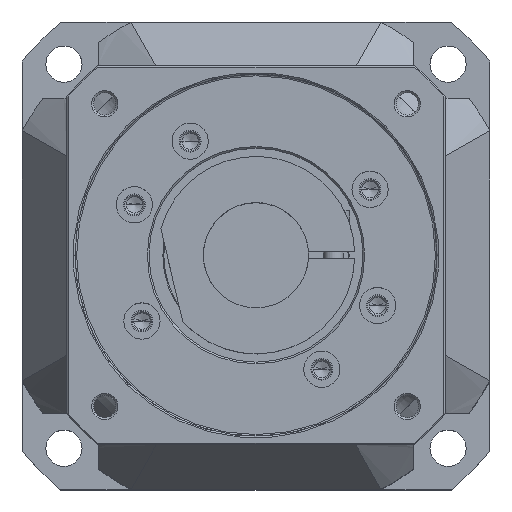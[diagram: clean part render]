
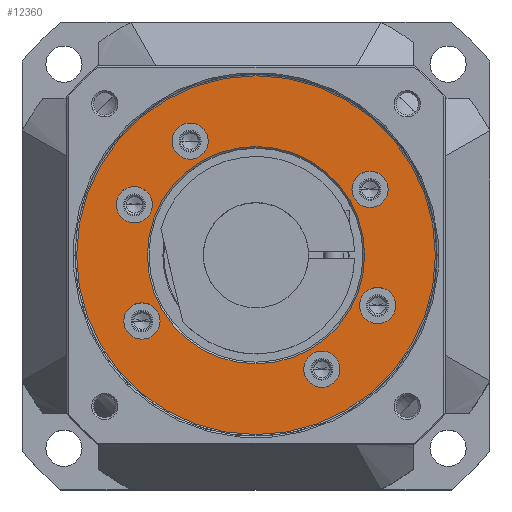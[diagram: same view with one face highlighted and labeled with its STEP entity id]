
A CAD part, top view. The second image highlights one B-rep face of the part: STEP entity #12360.
In plain terms, the highlighted planar face has unit normal (0, 0, 1).
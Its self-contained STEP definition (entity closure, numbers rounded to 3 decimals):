
#10648=CARTESIAN_POINT('',(0.,0.,16.5));
#10649=DIRECTION('',(0.,0.,1.));
#10650=DIRECTION('',(0.,-1.,0.));
#10651=AXIS2_PLACEMENT_3D('',#10648,#10649,#10650);
#10653=CARTESIAN_POINT('',(0.,0.,16.5));
#10654=DIRECTION('',(0.,0.,-1.));
#10655=DIRECTION('',(0.,-1.,0.));
#10656=AXIS2_PLACEMENT_3D('',#10653,#10654,#10655);
#10658=CARTESIAN_POINT('',(34.641,20.,16.5));
#10659=DIRECTION('',(0.,0.,1.));
#10660=DIRECTION('',(-1.,0.,0.));
#10661=AXIS2_PLACEMENT_3D('',#10658,#10659,#10660);
#10663=CARTESIAN_POINT('',(34.641,20.,16.5));
#10664=DIRECTION('',(0.,0.,1.));
#10665=DIRECTION('',(1.,0.,0.));
#10666=AXIS2_PLACEMENT_3D('',#10663,#10664,#10665);
#10668=CARTESIAN_POINT('',(-20.,34.641,16.5));
#10669=DIRECTION('',(0.,0.,1.));
#10670=DIRECTION('',(-1.,0.,0.));
#10671=AXIS2_PLACEMENT_3D('',#10668,#10669,#10670);
#10673=CARTESIAN_POINT('',(-20.,34.641,16.5));
#10674=DIRECTION('',(0.,0.,1.));
#10675=DIRECTION('',(1.,0.,0.));
#10676=AXIS2_PLACEMENT_3D('',#10673,#10674,#10675);
#10678=CARTESIAN_POINT('',(-34.641,-20.,16.5));
#10679=DIRECTION('',(0.,0.,1.));
#10680=DIRECTION('',(-1.,0.,0.));
#10681=AXIS2_PLACEMENT_3D('',#10678,#10679,#10680);
#10683=CARTESIAN_POINT('',(-34.641,-20.,16.5));
#10684=DIRECTION('',(0.,0.,1.));
#10685=DIRECTION('',(1.,0.,0.));
#10686=AXIS2_PLACEMENT_3D('',#10683,#10684,#10685);
#10688=CARTESIAN_POINT('',(20.,-34.641,16.5));
#10689=DIRECTION('',(0.,0.,1.));
#10690=DIRECTION('',(-1.,0.,0.));
#10691=AXIS2_PLACEMENT_3D('',#10688,#10689,#10690);
#10693=CARTESIAN_POINT('',(20.,-34.641,16.5));
#10694=DIRECTION('',(0.,0.,1.));
#10695=DIRECTION('',(1.,0.,0.));
#10696=AXIS2_PLACEMENT_3D('',#10693,#10694,#10695);
#10698=CARTESIAN_POINT('',(-15.307,-36.955,16.5));
#10699=DIRECTION('',(0.,0.,1.));
#10700=DIRECTION('',(-1.,0.,0.));
#10701=AXIS2_PLACEMENT_3D('',#10698,#10699,#10700);
#10703=CARTESIAN_POINT('',(-15.307,-36.955,16.5));
#10704=DIRECTION('',(0.,0.,1.));
#10705=DIRECTION('',(1.,0.,0.));
#10706=AXIS2_PLACEMENT_3D('',#10703,#10704,#10705);
#10708=CARTESIAN_POINT('',(15.307,36.955,16.5));
#10709=DIRECTION('',(0.,0.,1.));
#10710=DIRECTION('',(-1.,0.,0.));
#10711=AXIS2_PLACEMENT_3D('',#10708,#10709,#10710);
#10713=CARTESIAN_POINT('',(15.307,36.955,16.5));
#10714=DIRECTION('',(0.,0.,1.));
#10715=DIRECTION('',(1.,0.,0.));
#10716=AXIS2_PLACEMENT_3D('',#10713,#10714,#10715);
#11348=CARTESIAN_POINT('',(0.,0.,16.5));
#11349=DIRECTION('',(0.,0.,-1.));
#11350=DIRECTION('',(1.,0.,0.));
#11351=AXIS2_PLACEMENT_3D('',#11348,#11349,#11350);
#11366=CARTESIAN_POINT('',(0.,0.,16.5));
#11367=DIRECTION('',(0.,0.,-1.));
#11368=DIRECTION('',(-1.,0.,0.));
#11369=AXIS2_PLACEMENT_3D('',#11366,#11367,#11368);
#11817=CARTESIAN_POINT('',(29.141,20.,16.5));
#11818=CARTESIAN_POINT('',(40.141,20.,16.5));
#11819=VERTEX_POINT('',#11817);
#11820=VERTEX_POINT('',#11818);
#11821=CARTESIAN_POINT('',(-25.5,34.641,16.5));
#11822=CARTESIAN_POINT('',(-14.5,34.641,16.5));
#11823=VERTEX_POINT('',#11821);
#11824=VERTEX_POINT('',#11822);
#11825=CARTESIAN_POINT('',(-40.141,-20.,16.5));
#11826=CARTESIAN_POINT('',(-29.141,-20.,16.5));
#11827=VERTEX_POINT('',#11825);
#11828=VERTEX_POINT('',#11826);
#11829=CARTESIAN_POINT('',(14.5,-34.641,16.5));
#11830=CARTESIAN_POINT('',(25.5,-34.641,16.5));
#11831=VERTEX_POINT('',#11829);
#11832=VERTEX_POINT('',#11830);
#11849=CARTESIAN_POINT('',(0.,-54.5,16.5));
#11850=VERTEX_POINT('',#11849);
#11851=CARTESIAN_POINT('',(0.,54.5,16.5));
#11852=VERTEX_POINT('',#11851);
#11935=CARTESIAN_POINT('',(-20.807,-36.955,16.5));
#11936=CARTESIAN_POINT('',(-9.807,-36.955,16.5));
#11937=VERTEX_POINT('',#11935);
#11938=VERTEX_POINT('',#11936);
#11947=CARTESIAN_POINT('',(9.807,36.955,16.5));
#11948=CARTESIAN_POINT('',(20.807,36.955,16.5));
#11949=VERTEX_POINT('',#11947);
#11950=VERTEX_POINT('',#11948);
#11987=CARTESIAN_POINT('',(-33.,0.,16.5));
#11988=CARTESIAN_POINT('',(33.,0.,16.5));
#11989=VERTEX_POINT('',#11987);
#11990=VERTEX_POINT('',#11988);
#12308=CARTESIAN_POINT('',(0.,0.,16.5));
#12309=DIRECTION('',(0.,0.,-1.));
#12310=DIRECTION('',(0.,-1.,0.));
#12311=AXIS2_PLACEMENT_3D('',#12308,#12309,#12310);
#12312=PLANE('',#12311);
#12314=ORIENTED_EDGE('',*,*,#12313,.F.);
#12316=ORIENTED_EDGE('',*,*,#12315,.T.);
#12317=EDGE_LOOP('',(#12314,#12316));
#12318=FACE_OUTER_BOUND('',#12317,.F.);
#12320=ORIENTED_EDGE('',*,*,#12319,.F.);
#12322=ORIENTED_EDGE('',*,*,#12321,.F.);
#12323=EDGE_LOOP('',(#12320,#12322));
#12324=FACE_BOUND('',#12323,.F.);
#12326=ORIENTED_EDGE('',*,*,#12325,.T.);
#12328=ORIENTED_EDGE('',*,*,#12327,.T.);
#12329=EDGE_LOOP('',(#12326,#12328));
#12330=FACE_BOUND('',#12329,.F.);
#12332=ORIENTED_EDGE('',*,*,#12331,.T.);
#12334=ORIENTED_EDGE('',*,*,#12333,.T.);
#12335=EDGE_LOOP('',(#12332,#12334));
#12336=FACE_BOUND('',#12335,.F.);
#12338=ORIENTED_EDGE('',*,*,#12337,.T.);
#12340=ORIENTED_EDGE('',*,*,#12339,.T.);
#12341=EDGE_LOOP('',(#12338,#12340));
#12342=FACE_BOUND('',#12341,.F.);
#12343=ORIENTED_EDGE('',*,*,#12298,.T.);
#12345=ORIENTED_EDGE('',*,*,#12344,.T.);
#12346=EDGE_LOOP('',(#12343,#12345));
#12347=FACE_BOUND('',#12346,.F.);
#12349=ORIENTED_EDGE('',*,*,#12348,.T.);
#12351=ORIENTED_EDGE('',*,*,#12350,.T.);
#12352=EDGE_LOOP('',(#12349,#12351));
#12353=FACE_BOUND('',#12352,.F.);
#12355=ORIENTED_EDGE('',*,*,#12354,.T.);
#12357=ORIENTED_EDGE('',*,*,#12356,.T.);
#12358=EDGE_LOOP('',(#12355,#12357));
#12359=FACE_BOUND('',#12358,.F.);
#12360=ADVANCED_FACE('',(#12318,#12324,#12330,#12336,#12342,#12347,#12353,
#12359),#12312,.F.);
#10652=CIRCLE('',#10651,54.5);
#10657=CIRCLE('',#10656,54.5);
#10662=CIRCLE('',#10661,5.5);
#10667=CIRCLE('',#10666,5.5);
#10672=CIRCLE('',#10671,5.5);
#10677=CIRCLE('',#10676,5.5);
#10682=CIRCLE('',#10681,5.5);
#10687=CIRCLE('',#10686,5.5);
#10692=CIRCLE('',#10691,5.5);
#10697=CIRCLE('',#10696,5.5);
#10702=CIRCLE('',#10701,5.5);
#10707=CIRCLE('',#10706,5.5);
#10712=CIRCLE('',#10711,5.5);
#10717=CIRCLE('',#10716,5.5);
#11352=CIRCLE('',#11351,33.);
#11370=CIRCLE('',#11369,33.);
#12298=EDGE_CURVE('',#11831,#11832,#10692,.T.);
#12313=EDGE_CURVE('',#11850,#11852,#10652,.T.);
#12315=EDGE_CURVE('',#11850,#11852,#10657,.T.);
#12319=EDGE_CURVE('',#11990,#11989,#11352,.T.);
#12321=EDGE_CURVE('',#11989,#11990,#11370,.T.);
#12325=EDGE_CURVE('',#11819,#11820,#10662,.T.);
#12327=EDGE_CURVE('',#11820,#11819,#10667,.T.);
#12331=EDGE_CURVE('',#11823,#11824,#10672,.T.);
#12333=EDGE_CURVE('',#11824,#11823,#10677,.T.);
#12337=EDGE_CURVE('',#11827,#11828,#10682,.T.);
#12339=EDGE_CURVE('',#11828,#11827,#10687,.T.);
#12344=EDGE_CURVE('',#11832,#11831,#10697,.T.);
#12348=EDGE_CURVE('',#11937,#11938,#10702,.T.);
#12350=EDGE_CURVE('',#11938,#11937,#10707,.T.);
#12354=EDGE_CURVE('',#11949,#11950,#10712,.T.);
#12356=EDGE_CURVE('',#11950,#11949,#10717,.T.);
